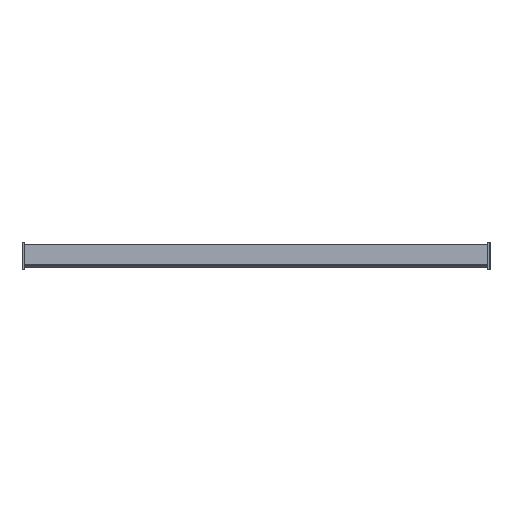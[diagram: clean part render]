
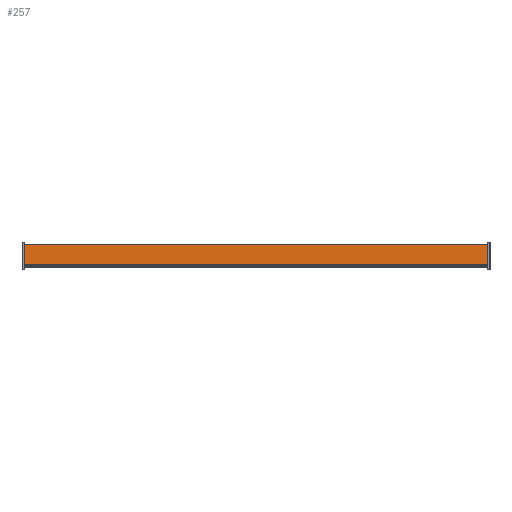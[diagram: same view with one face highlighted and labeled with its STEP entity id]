
A CAD part, left-side view. The second image highlights one B-rep face of the part: STEP entity #257.
In plain terms, the highlighted planar face has unit normal (-0.999, 0, 0.052).
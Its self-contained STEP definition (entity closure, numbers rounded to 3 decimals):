
#257=ADVANCED_FACE('',(#761),#8825,.T.);
#761=FACE_OUTER_BOUND('',#1281,.T.);
#1281=EDGE_LOOP('',(#2152,#2153,#2154,#2155));
#2152=ORIENTED_EDGE('',*,*,#4904,.T.);
#2153=ORIENTED_EDGE('',*,*,#4905,.T.);
#2154=ORIENTED_EDGE('',*,*,#4906,.T.);
#2155=ORIENTED_EDGE('',*,*,#4907,.F.);
#4904=EDGE_CURVE('',#7751,#7752,#6897,.T.);
#4905=EDGE_CURVE('',#7752,#7753,#6898,.T.);
#4906=EDGE_CURVE('',#7753,#7740,#6899,.T.);
#4907=EDGE_CURVE('',#7751,#7740,#6900,.T.);
#6897=B_SPLINE_CURVE_WITH_KNOTS('',1,(#10764,#10765),.UNSPECIFIED.,.F.,
 .F.,(2,2),(0.,600.),.UNSPECIFIED.);
#6898=B_SPLINE_CURVE_WITH_KNOTS('',1,(#10766,#10767),.UNSPECIFIED.,.F.,
 .F.,(2,2),(401.237,431.278),.UNSPECIFIED.);
#6899=B_SPLINE_CURVE_WITH_KNOTS('',1,(#10768,#10769),.UNSPECIFIED.,.F.,
 .F.,(2,2),(-600.,0.),.UNSPECIFIED.);
#6900=B_SPLINE_CURVE_WITH_KNOTS('',1,(#10770,#10771),.UNSPECIFIED.,.F.,
 .F.,(2,2),(401.237,431.278),.UNSPECIFIED.);
#7740=VERTEX_POINT('',#10668);
#7751=VERTEX_POINT('',#10679);
#7752=VERTEX_POINT('',#10680);
#7753=VERTEX_POINT('',#10681);
#8825=PLANE('',#9241);
#9241=AXIS2_PLACEMENT_3D('',#10479,#9572,$);
#9572=DIRECTION('',(-0.999,0.,0.052));
#10479=CARTESIAN_POINT('',(-1349.521,360.012,18.279));
#10668=CARTESIAN_POINT('',(-1351.251,-300.,-14.734));
#10679=CARTESIAN_POINT('',(-1349.679,-300.,15.266));
#10680=CARTESIAN_POINT('',(-1349.679,300.,15.266));
#10681=CARTESIAN_POINT('',(-1351.251,300.,-14.734));
#10764=CARTESIAN_POINT('',(-1349.679,-300.,15.266));
#10765=CARTESIAN_POINT('',(-1349.679,300.,15.266));
#10766=CARTESIAN_POINT('',(-1349.679,300.,15.266));
#10767=CARTESIAN_POINT('',(-1351.251,300.,-14.734));
#10768=CARTESIAN_POINT('',(-1351.251,300.,-14.734));
#10769=CARTESIAN_POINT('',(-1351.251,-300.,-14.734));
#10770=CARTESIAN_POINT('',(-1349.679,-300.,15.266));
#10771=CARTESIAN_POINT('',(-1351.251,-300.,-14.734));
